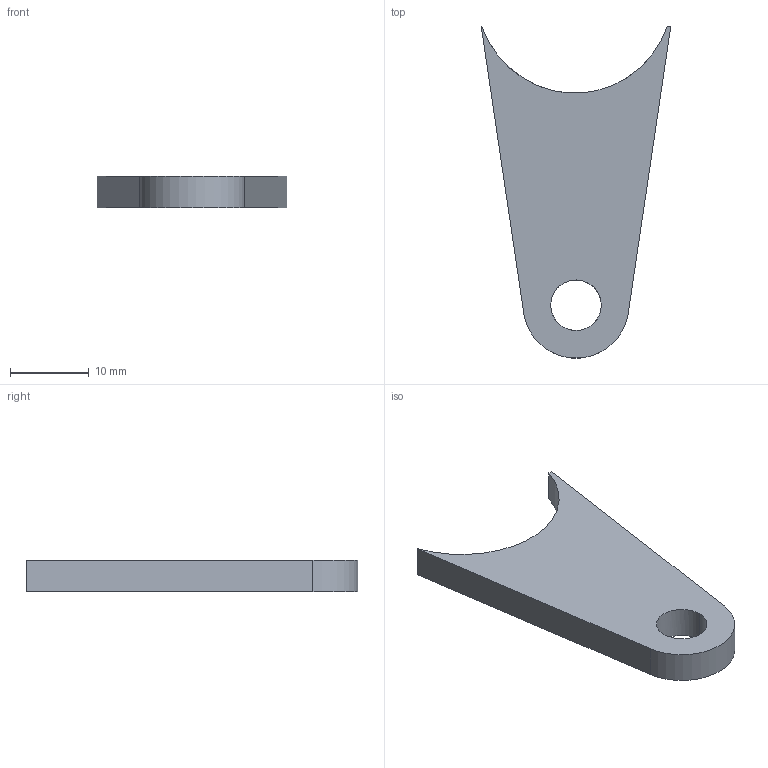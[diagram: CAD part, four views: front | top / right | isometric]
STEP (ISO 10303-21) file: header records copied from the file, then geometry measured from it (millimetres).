
FILE_DESCRIPTION(('CATIA V5 STEP Exchange'),'2;1');
FILE_NAME('Chape_Fw_Ua_Fp_Low.stp','2022-10-04T18:02:07+00:00',('none'),('none'),'CATIA Version 5 Release 19 SP 2 (IN-10)','CATIA V5 STEP AP203','none');
FILE_SCHEMA(('CONFIG_CONTROL_DESIGN'));
Length unit declared in the file: millimetre
Products named in the file (1): Chape_Fw_Ua_Fp_Low
Bounding box: 24 x 42.03 x 4 mm (x, y, z)
Volume: 2225.8 mm3; surface area: 1689.2 mm2
Topology: 1 solids, 1 shells, 11 faces, 27 edges, 18 vertices
Faces by surface type: plane 6, cylinder 3, extrusion 2
Entity records: 423 total; most frequent: CARTESIAN_POINT 129, ORIENTED_EDGE 54, DIRECTION 39, EDGE_CURVE 27, VECTOR 19, VERTEX_POINT 18, LINE 17, AXIS2_PLACEMENT_3D 13
